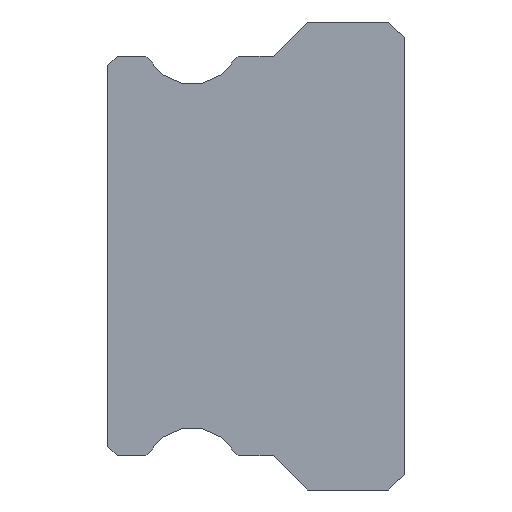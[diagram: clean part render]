
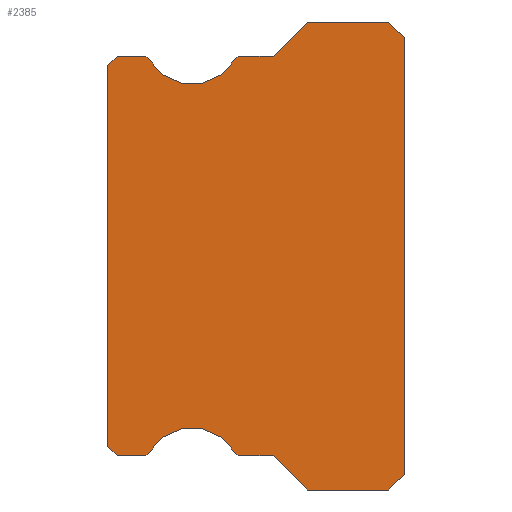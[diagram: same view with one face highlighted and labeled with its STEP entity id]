
A CAD part, left-side view. The second image highlights one B-rep face of the part: STEP entity #2385.
In plain terms, the highlighted planar face has unit normal (-1, 0, 0).
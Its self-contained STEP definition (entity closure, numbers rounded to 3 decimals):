
#176=CIRCLE('',#2608,0.15);
#178=CIRCLE('',#2611,1.6);
#180=CIRCLE('',#2614,0.15);
#232=CIRCLE('',#2672,0.15);
#234=CIRCLE('',#2675,1.6);
#236=CIRCLE('',#2678,0.15);
#538=ORIENTED_EDGE('',*,*,#858,.F.);
#539=ORIENTED_EDGE('',*,*,#1016,.F.);
#540=ORIENTED_EDGE('',*,*,#1013,.F.);
#541=ORIENTED_EDGE('',*,*,#1010,.T.);
#542=ORIENTED_EDGE('',*,*,#1007,.F.);
#543=ORIENTED_EDGE('',*,*,#1004,.F.);
#544=ORIENTED_EDGE('',*,*,#1001,.F.);
#545=ORIENTED_EDGE('',*,*,#998,.F.);
#546=ORIENTED_EDGE('',*,*,#945,.F.);
#547=ORIENTED_EDGE('',*,*,#942,.F.);
#548=ORIENTED_EDGE('',*,*,#939,.F.);
#549=ORIENTED_EDGE('',*,*,#936,.T.);
#550=ORIENTED_EDGE('',*,*,#933,.F.);
#551=ORIENTED_EDGE('',*,*,#930,.F.);
#552=ORIENTED_EDGE('',*,*,#927,.F.);
#553=ORIENTED_EDGE('',*,*,#924,.F.);
#554=ORIENTED_EDGE('',*,*,#921,.F.);
#555=ORIENTED_EDGE('',*,*,#918,.F.);
#556=ORIENTED_EDGE('',*,*,#865,.F.);
#557=ORIENTED_EDGE('',*,*,#862,.F.);
#858=EDGE_CURVE('',#1118,#1119,#1358,.T.);
#862=EDGE_CURVE('',#1119,#1122,#1362,.T.);
#865=EDGE_CURVE('',#1122,#1124,#1365,.T.);
#918=EDGE_CURVE('',#1124,#1176,#1368,.T.);
#921=EDGE_CURVE('',#1176,#1178,#1371,.T.);
#924=EDGE_CURVE('',#1178,#1180,#1374,.T.);
#927=EDGE_CURVE('',#1180,#1182,#1377,.T.);
#930=EDGE_CURVE('',#1182,#1184,#1380,.T.);
#933=EDGE_CURVE('',#1184,#1186,#176,.T.);
#936=EDGE_CURVE('',#1188,#1186,#178,.T.);
#939=EDGE_CURVE('',#1188,#1190,#180,.T.);
#942=EDGE_CURVE('',#1190,#1192,#1386,.T.);
#945=EDGE_CURVE('',#1192,#1194,#1389,.T.);
#998=EDGE_CURVE('',#1194,#1246,#1392,.T.);
#1001=EDGE_CURVE('',#1246,#1248,#1395,.T.);
#1004=EDGE_CURVE('',#1248,#1250,#1398,.T.);
#1007=EDGE_CURVE('',#1250,#1252,#232,.T.);
#1010=EDGE_CURVE('',#1254,#1252,#234,.T.);
#1013=EDGE_CURVE('',#1254,#1256,#236,.T.);
#1016=EDGE_CURVE('',#1256,#1118,#1404,.T.);
#1118=VERTEX_POINT('',#3754);
#1119=VERTEX_POINT('',#3755);
#1122=VERTEX_POINT('',#3763);
#1124=VERTEX_POINT('',#3769);
#1176=VERTEX_POINT('',#3875);
#1178=VERTEX_POINT('',#3881);
#1180=VERTEX_POINT('',#3887);
#1182=VERTEX_POINT('',#3893);
#1184=VERTEX_POINT('',#3899);
#1186=VERTEX_POINT('',#3905);
#1188=VERTEX_POINT('',#3911);
#1190=VERTEX_POINT('',#3917);
#1192=VERTEX_POINT('',#3923);
#1194=VERTEX_POINT('',#3929);
#1246=VERTEX_POINT('',#4035);
#1248=VERTEX_POINT('',#4041);
#1250=VERTEX_POINT('',#4047);
#1252=VERTEX_POINT('',#4053);
#1254=VERTEX_POINT('',#4059);
#1256=VERTEX_POINT('',#4065);
#1358=LINE('',#3753,#1406);
#1362=LINE('',#3762,#1410);
#1365=LINE('',#3768,#1413);
#1368=LINE('',#3874,#1416);
#1371=LINE('',#3880,#1419);
#1374=LINE('',#3886,#1422);
#1377=LINE('',#3892,#1425);
#1380=LINE('',#3898,#1428);
#1386=LINE('',#3922,#1434);
#1389=LINE('',#3928,#1437);
#1392=LINE('',#4034,#1440);
#1395=LINE('',#4040,#1443);
#1398=LINE('',#4046,#1446);
#1404=LINE('',#4070,#1452);
#1406=VECTOR('',#2937,1000.);
#1410=VECTOR('',#2943,1000.);
#1413=VECTOR('',#2948,1000.);
#1416=VECTOR('',#3053,1000.);
#1419=VECTOR('',#3058,1000.);
#1422=VECTOR('',#3063,1000.);
#1425=VECTOR('',#3068,1000.);
#1428=VECTOR('',#3073,1000.);
#1434=VECTOR('',#3099,1000.);
#1437=VECTOR('',#3104,1000.);
#1440=VECTOR('',#3209,1000.);
#1443=VECTOR('',#3214,1000.);
#1446=VECTOR('',#3219,1000.);
#1452=VECTOR('',#3245,1000.);
#1575=EDGE_LOOP('',(#538,#539,#540,#541,#542,#543,#544,#545,#546,#547,#548,
#549,#550,#551,#552,#553,#554,#555,#556,#557));
#1997=FACE_BOUND('',#1575,.T.);
#2313=PLANE('',#2682);
#2385=ADVANCED_FACE('',(#1997),#2313,.F.);
#2608=AXIS2_PLACEMENT_3D('',#3904,#3078,#3079);
#2611=AXIS2_PLACEMENT_3D('',#3910,#3085,#3086);
#2614=AXIS2_PLACEMENT_3D('',#3916,#3092,#3093);
#2672=AXIS2_PLACEMENT_3D('',#4052,#3224,#3225);
#2675=AXIS2_PLACEMENT_3D('',#4058,#3231,#3232);
#2678=AXIS2_PLACEMENT_3D('',#4064,#3238,#3239);
#2682=AXIS2_PLACEMENT_3D('',#4073,#3249,#3250);
#2937=DIRECTION('',(0.,-0.707,0.707));
#2943=DIRECTION('',(0.,-1.,0.));
#2948=DIRECTION('',(0.,-0.707,-0.707));
#3053=DIRECTION('',(0.,0.,-1.));
#3058=DIRECTION('',(0.,0.707,-0.707));
#3063=DIRECTION('',(0.,1.,0.));
#3068=DIRECTION('',(0.,0.707,0.707));
#3073=DIRECTION('',(0.,1.,0.));
#3078=DIRECTION('',(1.,0.,0.));
#3079=DIRECTION('',(0.,0.,-1.));
#3085=DIRECTION('',(1.,0.,0.));
#3086=DIRECTION('',(0.,0.,-1.));
#3092=DIRECTION('',(1.,0.,0.));
#3093=DIRECTION('',(0.,0.,-1.));
#3099=DIRECTION('',(0.,1.,0.));
#3104=DIRECTION('',(0.,0.707,0.707));
#3209=DIRECTION('',(0.,0.,1.));
#3214=DIRECTION('',(0.,-0.707,0.707));
#3219=DIRECTION('',(0.,-1.,0.));
#3224=DIRECTION('',(1.,0.,0.));
#3225=DIRECTION('',(0.,0.,-1.));
#3231=DIRECTION('',(1.,0.,0.));
#3232=DIRECTION('',(0.,0.,-1.));
#3238=DIRECTION('',(1.,0.,0.));
#3239=DIRECTION('',(0.,0.,-1.));
#3245=DIRECTION('',(0.,-1.,0.));
#3249=DIRECTION('',(1.,0.,0.));
#3250=DIRECTION('',(0.,0.,-1.));
#3753=CARTESIAN_POINT('',(-20.,4.2,6.4));
#3754=CARTESIAN_POINT('',(-20.,4.2,6.4));
#3755=CARTESIAN_POINT('',(-20.,3.1,7.5));
#3762=CARTESIAN_POINT('',(-20.,3.1,7.5));
#3763=CARTESIAN_POINT('',(-20.,0.5,7.5));
#3768=CARTESIAN_POINT('',(-20.,0.5,7.5));
#3769=CARTESIAN_POINT('',(-20.,0.,7.));
#3874=CARTESIAN_POINT('',(-20.,0.,7.));
#3875=CARTESIAN_POINT('',(-20.,0.,-7.));
#3880=CARTESIAN_POINT('',(-20.,0.,-7.));
#3881=CARTESIAN_POINT('',(-20.,0.5,-7.5));
#3886=CARTESIAN_POINT('',(-20.,0.5,-7.5));
#3887=CARTESIAN_POINT('',(-20.,3.1,-7.5));
#3892=CARTESIAN_POINT('',(-20.,3.1,-7.5));
#3893=CARTESIAN_POINT('',(-20.,4.2,-6.4));
#3898=CARTESIAN_POINT('',(-20.,4.2,-6.4));
#3899=CARTESIAN_POINT('',(-20.,5.27,-6.4));
#3904=CARTESIAN_POINT('',(-20.,5.27,-6.25));
#3905=CARTESIAN_POINT('',(-20.,5.401,-6.323));
#3910=CARTESIAN_POINT('',(-20.,6.8,-7.1));
#3911=CARTESIAN_POINT('',(-20.,8.199,-6.323));
#3916=CARTESIAN_POINT('',(-20.,8.33,-6.25));
#3917=CARTESIAN_POINT('',(-20.,8.33,-6.4));
#3922=CARTESIAN_POINT('',(-20.,8.33,-6.4));
#3923=CARTESIAN_POINT('',(-20.,9.2,-6.4));
#3928=CARTESIAN_POINT('',(-20.,9.2,-6.4));
#3929=CARTESIAN_POINT('',(-20.,9.5,-6.1));
#4034=CARTESIAN_POINT('',(-20.,9.5,-6.1));
#4035=CARTESIAN_POINT('',(-20.,9.5,6.1));
#4040=CARTESIAN_POINT('',(-20.,9.5,6.1));
#4041=CARTESIAN_POINT('',(-20.,9.2,6.4));
#4046=CARTESIAN_POINT('',(-20.,9.2,6.4));
#4047=CARTESIAN_POINT('',(-20.,8.33,6.4));
#4052=CARTESIAN_POINT('',(-20.,8.33,6.25));
#4053=CARTESIAN_POINT('',(-20.,8.199,6.323));
#4058=CARTESIAN_POINT('',(-20.,6.8,7.1));
#4059=CARTESIAN_POINT('',(-20.,5.401,6.323));
#4064=CARTESIAN_POINT('',(-20.,5.27,6.25));
#4065=CARTESIAN_POINT('',(-20.,5.27,6.4));
#4070=CARTESIAN_POINT('',(-20.,5.27,6.4));
#4073=CARTESIAN_POINT('',(-20.,5.27,-6.25));
